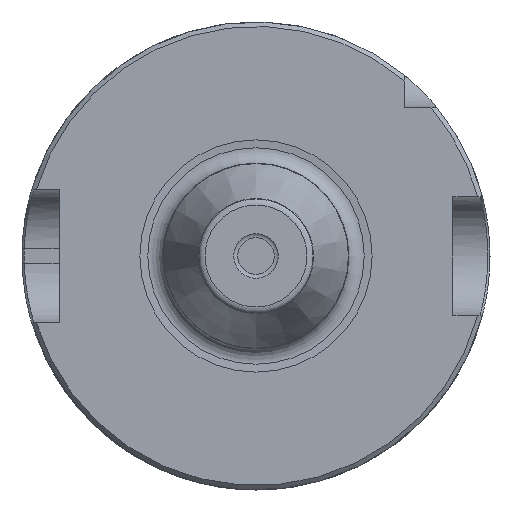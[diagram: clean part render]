
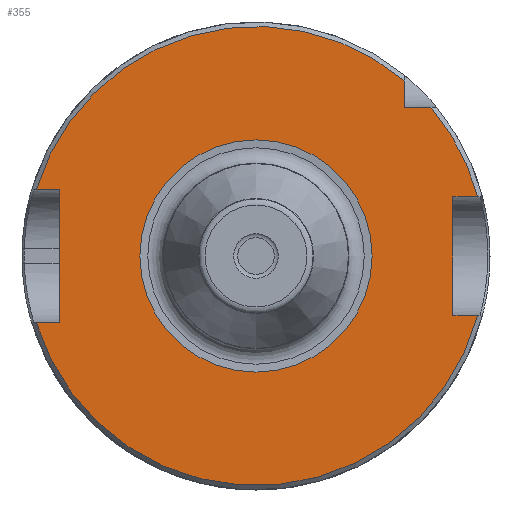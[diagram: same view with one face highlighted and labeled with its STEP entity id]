
A CAD part, left-side view. The second image highlights one B-rep face of the part: STEP entity #355.
In plain terms, the highlighted planar face has unit normal (-1, 0, 0).
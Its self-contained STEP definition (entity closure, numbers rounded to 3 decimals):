
#230=LINE('',#1990,#292);
#231=LINE('',#1995,#293);
#232=LINE('',#1997,#294);
#233=LINE('',#1999,#295);
#234=LINE('',#2003,#296);
#235=LINE('',#2005,#297);
#236=LINE('',#2007,#298);
#237=LINE('',#2011,#299);
#292=VECTOR('',#1625,1.);
#293=VECTOR('',#1628,1.);
#294=VECTOR('',#1629,1.);
#295=VECTOR('',#1630,1.);
#296=VECTOR('',#1633,1.);
#297=VECTOR('',#1634,1.);
#298=VECTOR('',#1635,1.);
#299=VECTOR('',#1638,1.);
#355=ADVANCED_FACE('',(#478,#479),#444,.F.);
#444=PLANE('',#1471);
#478=FACE_BOUND('',#535,.T.);
#479=FACE_BOUND('',#536,.T.);
#535=EDGE_LOOP('',(#652,#653,#654,#655,#656,#657,#658,#659,#660,#661,#662));
#536=EDGE_LOOP('',(#663));
#652=ORIENTED_EDGE('',*,*,#1191,.F.);
#653=ORIENTED_EDGE('',*,*,#1192,.T.);
#654=ORIENTED_EDGE('',*,*,#1193,.F.);
#655=ORIENTED_EDGE('',*,*,#1194,.F.);
#656=ORIENTED_EDGE('',*,*,#1195,.F.);
#657=ORIENTED_EDGE('',*,*,#1196,.T.);
#658=ORIENTED_EDGE('',*,*,#1197,.F.);
#659=ORIENTED_EDGE('',*,*,#1198,.F.);
#660=ORIENTED_EDGE('',*,*,#1199,.F.);
#661=ORIENTED_EDGE('',*,*,#1200,.T.);
#662=ORIENTED_EDGE('',*,*,#1201,.F.);
#663=ORIENTED_EDGE('',*,*,#1202,.F.);
#1050=VERTEX_POINT('',#1991);
#1051=VERTEX_POINT('',#1992);
#1052=VERTEX_POINT('',#1994);
#1053=VERTEX_POINT('',#1996);
#1054=VERTEX_POINT('',#1998);
#1055=VERTEX_POINT('',#2000);
#1056=VERTEX_POINT('',#2002);
#1057=VERTEX_POINT('',#2004);
#1058=VERTEX_POINT('',#2006);
#1059=VERTEX_POINT('',#2008);
#1060=VERTEX_POINT('',#2010);
#1061=VERTEX_POINT('',#2013);
#1191=EDGE_CURVE('',#1050,#1051,#230,.T.);
#1192=EDGE_CURVE('',#1050,#1052,#1390,.T.);
#1193=EDGE_CURVE('',#1053,#1052,#231,.T.);
#1194=EDGE_CURVE('',#1054,#1053,#232,.T.);
#1195=EDGE_CURVE('',#1055,#1054,#233,.T.);
#1196=EDGE_CURVE('',#1055,#1056,#1391,.T.);
#1197=EDGE_CURVE('',#1057,#1056,#234,.T.);
#1198=EDGE_CURVE('',#1058,#1057,#235,.T.);
#1199=EDGE_CURVE('',#1059,#1058,#236,.T.);
#1200=EDGE_CURVE('',#1059,#1060,#1392,.T.);
#1201=EDGE_CURVE('',#1051,#1060,#237,.T.);
#1202=EDGE_CURVE('',#1061,#1061,#1393,.T.);
#1390=CIRCLE('',#1467,30.9);
#1391=CIRCLE('',#1468,30.9);
#1392=CIRCLE('',#1469,30.9);
#1393=CIRCLE('',#1470,15.63);
#1467=AXIS2_PLACEMENT_3D('',#1993,#1626,#1627);
#1468=AXIS2_PLACEMENT_3D('',#2001,#1631,#1632);
#1469=AXIS2_PLACEMENT_3D('',#2009,#1636,#1637);
#1470=AXIS2_PLACEMENT_3D('',#2012,#1639,#1640);
#1471=AXIS2_PLACEMENT_3D('',#2014,#1641,#1642);
#1625=DIRECTION('',(0.,0.,-1.));
#1626=DIRECTION('',(-1.,0.,0.));
#1627=DIRECTION('',(0.,0.,-1.));
#1628=DIRECTION('',(0.,1.,0.));
#1629=DIRECTION('',(0.,0.,1.));
#1630=DIRECTION('',(0.,-1.,0.));
#1631=DIRECTION('',(-1.,0.,0.));
#1632=DIRECTION('',(0.,0.,-1.));
#1633=DIRECTION('',(0.,-1.,0.));
#1634=DIRECTION('',(0.,0.,-1.));
#1635=DIRECTION('',(0.,1.,0.));
#1636=DIRECTION('',(-1.,0.,0.));
#1637=DIRECTION('',(0.,0.,-1.));
#1638=DIRECTION('',(0.,-1.,0.));
#1639=DIRECTION('',(-1.,0.,0.));
#1640=DIRECTION('',(0.,0.,1.));
#1641=DIRECTION('',(1.,0.,0.));
#1642=DIRECTION('',(0.,0.,-1.));
#1990=CARTESIAN_POINT('',(39.,-20.,28.));
#1991=CARTESIAN_POINT('',(39.,-20.,23.554));
#1992=CARTESIAN_POINT('',(39.,-20.,20.));
#1993=CARTESIAN_POINT('',(39.,0.,0.));
#1994=CARTESIAN_POINT('',(39.,29.56,9.));
#1995=CARTESIAN_POINT('',(39.,35.75,9.));
#1996=CARTESIAN_POINT('',(39.,26.5,9.));
#1997=CARTESIAN_POINT('',(39.,26.5,-1.));
#1998=CARTESIAN_POINT('',(39.,26.5,-9.));
#1999=CARTESIAN_POINT('',(39.,35.75,-9.));
#2000=CARTESIAN_POINT('',(39.,29.56,-9.));
#2001=CARTESIAN_POINT('',(39.,0.,0.));
#2002=CARTESIAN_POINT('',(39.,-29.846,-8.));
#2003=CARTESIAN_POINT('',(39.,-35.75,-8.));
#2004=CARTESIAN_POINT('',(39.,-26.5,-8.));
#2005=CARTESIAN_POINT('',(39.,-26.5,0.));
#2006=CARTESIAN_POINT('',(39.,-26.5,8.));
#2007=CARTESIAN_POINT('',(39.,-35.75,8.));
#2008=CARTESIAN_POINT('',(39.,-29.846,8.));
#2009=CARTESIAN_POINT('',(39.,0.,0.));
#2010=CARTESIAN_POINT('',(39.,-23.554,20.));
#2011=CARTESIAN_POINT('',(39.,-35.75,20.));
#2012=CARTESIAN_POINT('',(39.,0.,0.));
#2013=CARTESIAN_POINT('',(39.,0.,15.63));
#2014=CARTESIAN_POINT('',(39.,0.,27.55));
